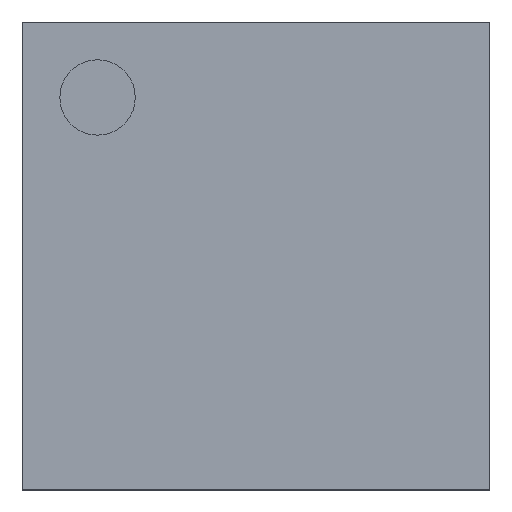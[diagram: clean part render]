
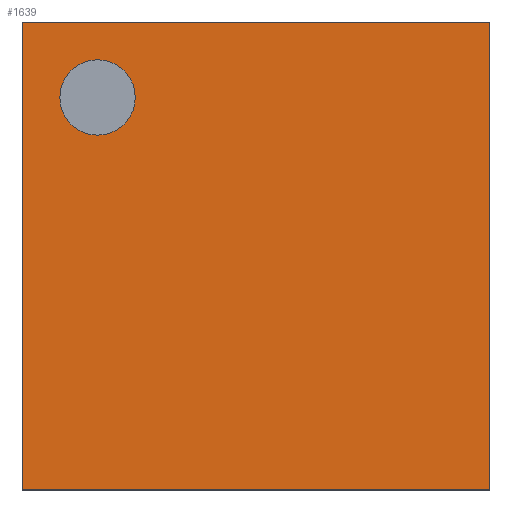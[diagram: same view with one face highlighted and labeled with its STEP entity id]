
A CAD part, top view. The second image highlights one B-rep face of the part: STEP entity #1639.
In plain terms, the highlighted planar face has unit normal (0, 0, 1).
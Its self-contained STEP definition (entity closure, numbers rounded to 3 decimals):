
#16=FACE_BOUND($,#267,.T.);
#46=CIRCLE($,#1736,0.25);
#169=FACE_OUTER_BOUND($,#266,.T.);
#266=EDGE_LOOP($,(#1398,#1399,#1400,#1401));
#267=EDGE_LOOP($,(#1402));
#432=LINE($,#2662,#620);
#437=LINE($,#2670,#625);
#442=LINE($,#2678,#630);
#447=LINE($,#2685,#635);
#620=VECTOR($,#2193,3.1);
#625=VECTOR($,#2200,3.1);
#630=VECTOR($,#2207,3.1);
#635=VECTOR($,#2214,3.1);
#718=VERTEX_POINT($,#2468);
#784=VERTEX_POINT($,#2659);
#785=VERTEX_POINT($,#2661);
#787=VERTEX_POINT($,#2669);
#789=VERTEX_POINT($,#2677);
#900=EDGE_CURVE($,#718,#718,#46,.T.);
#992=EDGE_CURVE($,#784,#785,#432,.T.);
#997=EDGE_CURVE($,#785,#787,#437,.T.);
#1002=EDGE_CURVE($,#787,#789,#442,.T.);
#1007=EDGE_CURVE($,#789,#784,#447,.T.);
#1398=ORIENTED_EDGE($,*,*,#992,.F.);
#1399=ORIENTED_EDGE($,*,*,#1007,.F.);
#1400=ORIENTED_EDGE($,*,*,#1002,.F.);
#1401=ORIENTED_EDGE($,*,*,#997,.F.);
#1402=ORIENTED_EDGE($,*,*,#900,.T.);
#1544=PLANE($,#1790);
#1639=ADVANCED_FACE($,(#169,#16),#1544,.T.);
#1736=AXIS2_PLACEMENT_3D($,#2469,#2016,#2017);
#1790=AXIS2_PLACEMENT_3D($,#2687,#2216,#2217);
#2016=DIRECTION('center_axis',(0.,0.,-1.));
#2017=DIRECTION('ref_axis',(1.,0.,0.));
#2193=DIRECTION($,(0.,1.,0.));
#2200=DIRECTION($,(1.,0.,0.));
#2207=DIRECTION($,(0.,-1.,0.));
#2214=DIRECTION($,(-1.,0.,0.));
#2216=DIRECTION('center_axis',(0.,0.,1.));
#2217=DIRECTION('ref_axis',(1.,0.,0.));
#2468=CARTESIAN_POINT('',(-0.8,1.05,0.8));
#2469=CARTESIAN_POINT('Origin',(-1.05,1.05,0.8));
#2659=CARTESIAN_POINT('',(-1.55,-1.55,0.8));
#2661=CARTESIAN_POINT('',(-1.55,1.55,0.8));
#2662=CARTESIAN_POINT($,(-1.55,1.55,0.8));
#2669=CARTESIAN_POINT('',(1.55,1.55,0.8));
#2670=CARTESIAN_POINT($,(1.55,1.55,0.8));
#2677=CARTESIAN_POINT('',(1.55,-1.55,0.8));
#2678=CARTESIAN_POINT($,(1.55,-1.55,0.8));
#2685=CARTESIAN_POINT($,(-1.55,-1.55,0.8));
#2687=CARTESIAN_POINT('Origin',(0.,0.,0.8));
